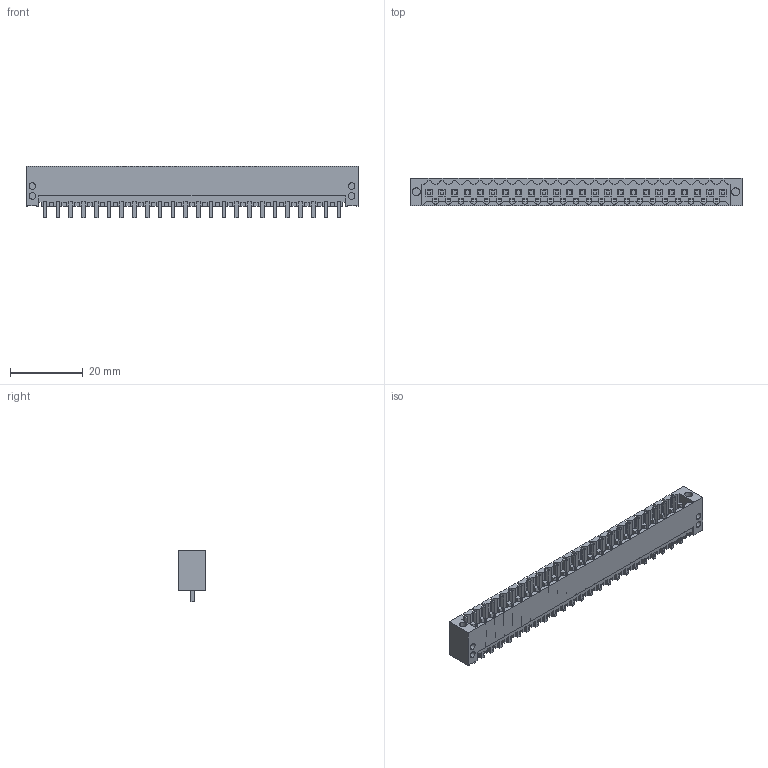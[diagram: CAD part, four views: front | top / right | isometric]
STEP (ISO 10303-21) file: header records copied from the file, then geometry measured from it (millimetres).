
FILE_DESCRIPTION(('CATIA V5 STEP Exchange','CAx-IF Rec.Pracs.--- Model Styling and Organization---1.2---2011-12-15'),'2;1');
FILE_NAME ('D1457314_0_1842990000_1842990000.stp','2018-03-14T17:33:50+00:00',('none'),('Weidmueller'),'CATIA Version 5-6 Release 2014','CATIA V5 STEP AP214','none');
FILE_SCHEMA(('AUTOMOTIVE_DESIGN { 1 0 10303 214 1 1 1 1 }'));
Products named in the file (1): 1842990000
Bounding box: 91 x 7.45 x 14.25 mm (x, y, z)
Volume: 3103.3 mm3; surface area: 8246.2 mm2
Topology: 25 solids, 25 shells, 1854 faces, 5455 edges, 3712 vertices
Faces by surface type: plane 1664, cylinder 190
Entity records: 57582 total; most frequent: ORIENTED_EDGE 10910, CARTESIAN_POINT 10662, DIRECTION 6895, EDGE_CURVE 5455, VECTOR 4979, LINE 4979, VERTEX_POINT 3712, EDGE_LOOP 1963
